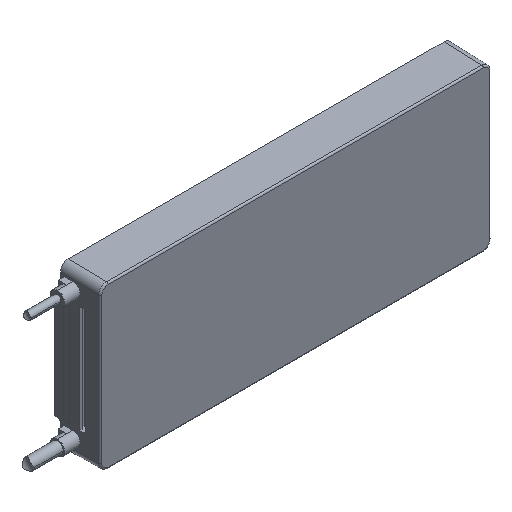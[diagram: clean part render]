
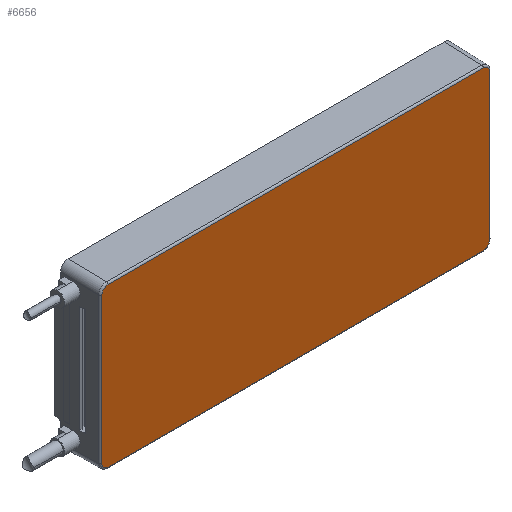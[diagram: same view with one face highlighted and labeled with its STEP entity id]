
A CAD part, isometric view. The second image highlights one B-rep face of the part: STEP entity #6656.
In plain terms, the highlighted planar face has unit normal (0, -1, 0).
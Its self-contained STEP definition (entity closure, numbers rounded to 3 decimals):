
#1494=DIRECTION('',(-1.,0.,0.));
#1495=VECTOR('',#1494,244.564);
#1496=CARTESIAN_POINT('',(229.73,-11.9,51.563));
#1497=LINE('',#1496,#1495);
#1498=CARTESIAN_POINT('',(233.73,-11.9,47.564));
#1499=CARTESIAN_POINT('',(233.73,-11.9,47.775));
#1500=CARTESIAN_POINT('',(233.697,-11.9,48.191));
#1501=CARTESIAN_POINT('',(233.55,-11.9,48.805));
#1502=CARTESIAN_POINT('',(233.309,-11.9,49.387));
#1503=CARTESIAN_POINT('',(232.98,-11.9,49.925));
#1504=CARTESIAN_POINT('',(232.57,-11.9,50.404));
#1505=CARTESIAN_POINT('',(232.091,-11.9,50.813));
#1506=CARTESIAN_POINT('',(231.553,-11.9,51.143));
#1507=CARTESIAN_POINT('',(230.971,-11.9,51.384));
#1508=CARTESIAN_POINT('',(230.357,-11.9,51.531));
#1509=CARTESIAN_POINT('',(229.941,-11.9,51.563));
#1510=CARTESIAN_POINT('',(229.73,-11.9,51.563));
#1512=DIRECTION('',(0.,0.,1.));
#1513=VECTOR('',#1512,95.128);
#1514=CARTESIAN_POINT('',(233.73,-11.9,
-47.564));
#1515=LINE('',#1514,#1513);
#1516=CARTESIAN_POINT('',(229.73,-11.9,
-51.563));
#1517=CARTESIAN_POINT('',(229.941,-11.9,
-51.563));
#1518=CARTESIAN_POINT('',(230.357,-11.9,-51.531));
#1519=CARTESIAN_POINT('',(230.971,-11.9,-51.384));
#1520=CARTESIAN_POINT('',(231.553,-11.9,-51.142));
#1521=CARTESIAN_POINT('',(232.091,-11.9,-50.813));
#1522=CARTESIAN_POINT('',(232.57,-11.9,-50.404));
#1523=CARTESIAN_POINT('',(232.98,-11.9,-49.924));
#1524=CARTESIAN_POINT('',(233.309,-11.9,-49.387));
#1525=CARTESIAN_POINT('',(233.55,-11.9,-48.805));
#1526=CARTESIAN_POINT('',(233.697,-11.9,
-48.19));
#1527=CARTESIAN_POINT('',(233.73,-11.9,
-47.775));
#1528=CARTESIAN_POINT('',(233.73,-11.9,
-47.564));
#1530=DIRECTION('',(1.,0.,0.));
#1531=VECTOR('',#1530,244.564);
#1532=CARTESIAN_POINT('',(-14.834,-11.9,-51.563));
#1533=LINE('',#1532,#1531);
#1534=CARTESIAN_POINT('',(-18.834,-11.9,-47.563));
#1535=CARTESIAN_POINT('',(-18.834,-11.9,
-47.774));
#1536=CARTESIAN_POINT('',(-18.801,-11.9,-48.19));
#1537=CARTESIAN_POINT('',(-18.654,-11.9,-48.804));
#1538=CARTESIAN_POINT('',(-18.412,-11.9,-49.386));
#1539=CARTESIAN_POINT('',(-18.083,-11.9,-49.924));
#1540=CARTESIAN_POINT('',(-17.673,-11.9,-50.404));
#1541=CARTESIAN_POINT('',(-17.194,-11.9,-50.813));
#1542=CARTESIAN_POINT('',(-16.656,-11.9,-51.142));
#1543=CARTESIAN_POINT('',(-16.074,-11.9,-51.384));
#1544=CARTESIAN_POINT('',(-15.46,-11.9,
-51.531));
#1545=CARTESIAN_POINT('',(-15.044,-11.9,
-51.563));
#1546=CARTESIAN_POINT('',(-14.834,-11.9,-51.563));
#1548=DIRECTION('',(0.,0.,-1.));
#1549=VECTOR('',#1548,95.126);
#1550=CARTESIAN_POINT('',(-18.834,-11.9,47.563));
#1551=LINE('',#1550,#1549);
#1552=CARTESIAN_POINT('',(-14.834,-11.9,51.563));
#1553=CARTESIAN_POINT('',(-15.044,-11.9,
51.563));
#1554=CARTESIAN_POINT('',(-15.46,-11.9,51.531));
#1555=CARTESIAN_POINT('',(-16.074,-11.9,51.384));
#1556=CARTESIAN_POINT('',(-16.657,-11.9,51.142));
#1557=CARTESIAN_POINT('',(-17.194,-11.9,50.813));
#1558=CARTESIAN_POINT('',(-17.674,-11.9,50.403));
#1559=CARTESIAN_POINT('',(-18.083,-11.9,49.924));
#1560=CARTESIAN_POINT('',(-18.413,-11.9,49.386));
#1561=CARTESIAN_POINT('',(-18.654,-11.9,48.804));
#1562=CARTESIAN_POINT('',(-18.801,-11.9,
48.189));
#1563=CARTESIAN_POINT('',(-18.834,-11.9,
47.774));
#1564=CARTESIAN_POINT('',(-18.834,-11.9,47.563));
#4019=CARTESIAN_POINT('',(229.73,-11.9,51.563));
#4020=CARTESIAN_POINT('',(-14.834,-11.9,51.563));
#4021=VERTEX_POINT('',#4019);
#4022=VERTEX_POINT('',#4020);
#4027=VERTEX_POINT('',#1564);
#4029=CARTESIAN_POINT('',(-18.834,-11.9,-47.563));
#4030=VERTEX_POINT('',#4029);
#4031=VERTEX_POINT('',#1546);
#4034=CARTESIAN_POINT('',(229.73,-11.9,
-51.563));
#4035=VERTEX_POINT('',#4034);
#4284=VERTEX_POINT('',#1528);
#4286=CARTESIAN_POINT('',(233.73,-11.9,47.564));
#4287=VERTEX_POINT('',#4286);
#6634=CARTESIAN_POINT('',(107.666,-11.9,0.));
#6635=DIRECTION('',(0.,1.,0.));
#6636=DIRECTION('',(-1.,0.,0.));
#6637=AXIS2_PLACEMENT_3D('',#6634,#6635,#6636);
#6638=PLANE('',#6637);
#6640=ORIENTED_EDGE('',*,*,#6639,.F.);
#6642=ORIENTED_EDGE('',*,*,#6641,.F.);
#6644=ORIENTED_EDGE('',*,*,#6643,.F.);
#6646=ORIENTED_EDGE('',*,*,#6645,.F.);
#6648=ORIENTED_EDGE('',*,*,#6647,.F.);
#6649=ORIENTED_EDGE('',*,*,#6617,.F.);
#6651=ORIENTED_EDGE('',*,*,#6650,.F.);
#6653=ORIENTED_EDGE('',*,*,#6652,.F.);
#6654=EDGE_LOOP('',(#6640,#6642,#6644,#6646,#6648,#6649,#6651,#6653));
#6655=FACE_OUTER_BOUND('',#6654,.F.);
#6656=ADVANCED_FACE('',(#6655),#6638,.F.);
#1511=B_SPLINE_CURVE_WITH_KNOTS('',3,(#1498,#1499,#1500,#1501,#1502,#1503,#1504,
#1505,#1506,#1507,#1508,#1509,#1510),.UNSPECIFIED.,.F.,.F.,(4,1,1,1,1,1,1,1,1,1,
4),(0.,0.1,0.2,0.3,0.4,0.5,0.6,0.7,0.8,0.9,1.),
.UNSPECIFIED.);
#1529=B_SPLINE_CURVE_WITH_KNOTS('',3,(#1516,#1517,#1518,#1519,#1520,#1521,#1522,
#1523,#1524,#1525,#1526,#1527,#1528),.UNSPECIFIED.,.F.,.F.,(4,1,1,1,1,1,1,1,1,1,
4),(0.,0.1,0.2,0.3,0.4,0.5,0.6,0.7,0.8,0.9,1.),
.UNSPECIFIED.);
#1547=B_SPLINE_CURVE_WITH_KNOTS('',3,(#1534,#1535,#1536,#1537,#1538,#1539,#1540,
#1541,#1542,#1543,#1544,#1545,#1546),.UNSPECIFIED.,.F.,.F.,(4,1,1,1,1,1,1,1,1,1,
4),(0.,0.1,0.2,0.3,0.4,0.5,0.6,0.7,0.8,0.9,1.),
.UNSPECIFIED.);
#1565=B_SPLINE_CURVE_WITH_KNOTS('',3,(#1552,#1553,#1554,#1555,#1556,#1557,#1558,
#1559,#1560,#1561,#1562,#1563,#1564),.UNSPECIFIED.,.F.,.F.,(4,1,1,1,1,1,1,1,1,1,
4),(0.,0.1,0.2,0.3,0.4,0.5,0.6,0.7,0.8,0.9,1.),
.UNSPECIFIED.);
#6617=EDGE_CURVE('',#4030,#4031,#1547,.T.);
#6639=EDGE_CURVE('',#4021,#4022,#1497,.T.);
#6641=EDGE_CURVE('',#4287,#4021,#1511,.T.);
#6643=EDGE_CURVE('',#4284,#4287,#1515,.T.);
#6645=EDGE_CURVE('',#4035,#4284,#1529,.T.);
#6647=EDGE_CURVE('',#4031,#4035,#1533,.T.);
#6650=EDGE_CURVE('',#4027,#4030,#1551,.T.);
#6652=EDGE_CURVE('',#4022,#4027,#1565,.T.);
